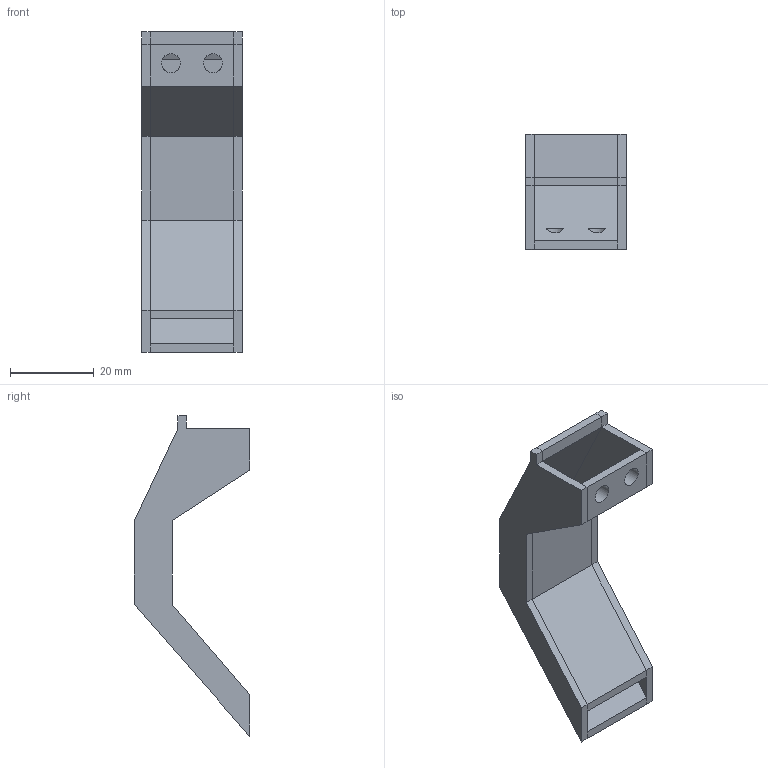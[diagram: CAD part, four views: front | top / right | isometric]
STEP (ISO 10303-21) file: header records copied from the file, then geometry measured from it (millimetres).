
FILE_DESCRIPTION(('FreeCAD Model'),'2;1');
FILE_NAME('Open CASCADE Shape Model','2023-10-10T23:06:56',(''),(''), 'Open CASCADE STEP processor 7.6','FreeCAD','Unknown');
FILE_SCHEMA(('AUTOMOTIVE_DESIGN { 1 0 10303 214 1 1 1 1 }'));
Length unit declared in the file: millimetre
Products named in the file (1): 2.0_duct_v6
Bounding box: 24 x 27.5 x 76.5 mm (x, y, z)
Volume: 10353.9 mm3; surface area: 10259.5 mm2
Topology: 1 solids, 1 shells, 51 faces, 121 edges, 70 vertices
Faces by surface type: plane 49, cylinder 2
Full cylindrical faces by diameter (mm): 4.5 x2
Entity records: 3038 total; most frequent: CARTESIAN_POINT 525, DIRECTION 469, LINE 345, VECTOR 345, ORIENTED_EDGE 242, PCURVE 242, DEFINITIONAL_REPRESENTATION 242, EDGE_CURVE 121
